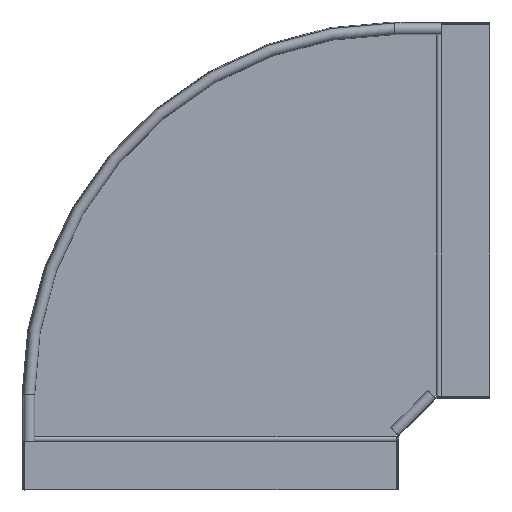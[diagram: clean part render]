
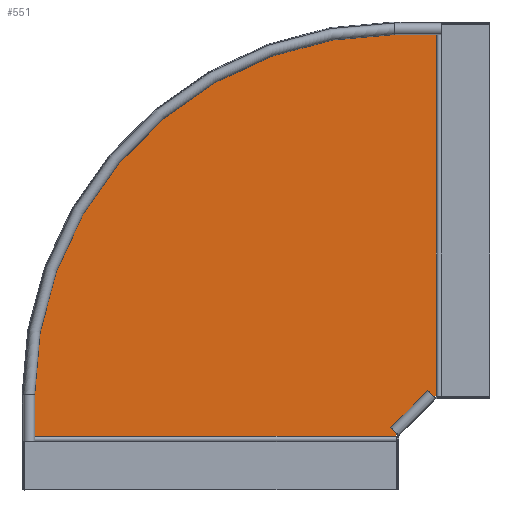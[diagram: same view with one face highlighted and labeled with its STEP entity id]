
A CAD part, top view. The second image highlights one B-rep face of the part: STEP entity #551.
In plain terms, the highlighted planar face has unit normal (0, 0, 1).
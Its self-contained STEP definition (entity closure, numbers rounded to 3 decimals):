
#58=DIRECTION('',(-1.,0.,0.));
#59=VECTOR('',#58,1.972);
#60=CARTESIAN_POINT('',(-57.328,100.35,0.));
#61=LINE('',#60,#59);
#85=DIRECTION('',(0.,-1.,0.));
#86=VECTOR('',#85,398.5);
#87=CARTESIAN_POINT('',(-57.328,498.85,0.));
#88=LINE('',#87,#86);
#93=DIRECTION('',(0.707,0.707,0.));
#94=VECTOR('',#93,58.053);
#95=CARTESIAN_POINT('',(-100.35,59.3,0.));
#96=LINE('',#95,#94);
#97=CARTESIAN_POINT('',(-101.85,101.85,0.));
#98=DIRECTION('',(0.,0.,1.));
#99=DIRECTION('',(0.,1.,0.));
#100=AXIS2_PLACEMENT_3D('',#97,#98,#99);
#127=DIRECTION('',(0.,-1.,0.));
#128=VECTOR('',#127,1.972);
#129=CARTESIAN_POINT('',(-100.35,59.3,0.));
#130=LINE('',#129,#128);
#201=DIRECTION('',(0.,1.,0.));
#202=VECTOR('',#201,44.522);
#203=CARTESIAN_POINT('',(-498.85,57.328,0.));
#204=LINE('',#203,#202);
#210=CARTESIAN_POINT('',(-498.85,57.328,0.));
#272=DIRECTION('',(1.,0.,0.));
#273=VECTOR('',#272,44.522);
#274=CARTESIAN_POINT('',(-101.85,498.85,0.));
#275=LINE('',#274,#273);
#312=DIRECTION('',(-1.,0.,0.));
#313=VECTOR('',#312,398.5);
#314=CARTESIAN_POINT('',(-100.35,57.328,0.));
#315=LINE('',#314,#313);
#338=CARTESIAN_POINT('',(-100.35,57.328,0.));
#340=VERTEX_POINT('',#338);
#344=CARTESIAN_POINT('',(-57.328,498.85,0.));
#346=VERTEX_POINT('',#344);
#379=CARTESIAN_POINT('',(-100.35,59.3,0.));
#381=VERTEX_POINT('',#379);
#396=CARTESIAN_POINT('',(-498.85,101.85,0.));
#398=VERTEX_POINT('',#396);
#400=CARTESIAN_POINT('',(-57.328,100.35,0.));
#402=VERTEX_POINT('',#400);
#403=CARTESIAN_POINT('',(-59.3,100.35,0.));
#405=VERTEX_POINT('',#403);
#409=VERTEX_POINT('',#210);
#410=CARTESIAN_POINT('',(-101.85,498.85,0.));
#412=VERTEX_POINT('',#410);
#530=CARTESIAN_POINT('',(-101.85,101.85,0.));
#531=DIRECTION('',(0.,0.,-1.));
#532=DIRECTION('',(-1.,0.,0.));
#533=AXIS2_PLACEMENT_3D('',#530,#531,#532);
#534=PLANE('',#533);
#536=ORIENTED_EDGE('',*,*,#535,.F.);
#538=ORIENTED_EDGE('',*,*,#537,.T.);
#540=ORIENTED_EDGE('',*,*,#539,.T.);
#542=ORIENTED_EDGE('',*,*,#541,.T.);
#544=ORIENTED_EDGE('',*,*,#543,.F.);
#546=ORIENTED_EDGE('',*,*,#545,.T.);
#547=ORIENTED_EDGE('',*,*,#522,.T.);
#548=ORIENTED_EDGE('',*,*,#462,.T.);
#549=EDGE_LOOP('',(#536,#538,#540,#542,#544,#546,#547,#548));
#550=FACE_OUTER_BOUND('',#549,.F.);
#551=ADVANCED_FACE('',(#550),#534,.F.);
#101=CIRCLE('',#100,397.);
#462=EDGE_CURVE('',#402,#405,#61,.T.);
#522=EDGE_CURVE('',#346,#402,#88,.T.);
#535=EDGE_CURVE('',#381,#405,#96,.T.);
#537=EDGE_CURVE('',#381,#340,#130,.T.);
#539=EDGE_CURVE('',#340,#409,#315,.T.);
#541=EDGE_CURVE('',#409,#398,#204,.T.);
#543=EDGE_CURVE('',#412,#398,#101,.T.);
#545=EDGE_CURVE('',#412,#346,#275,.T.);
